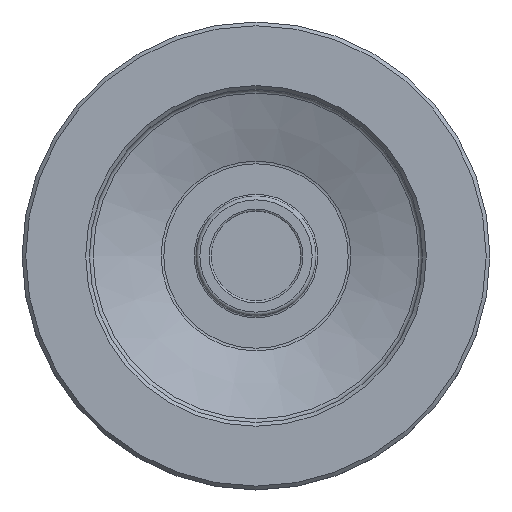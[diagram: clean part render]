
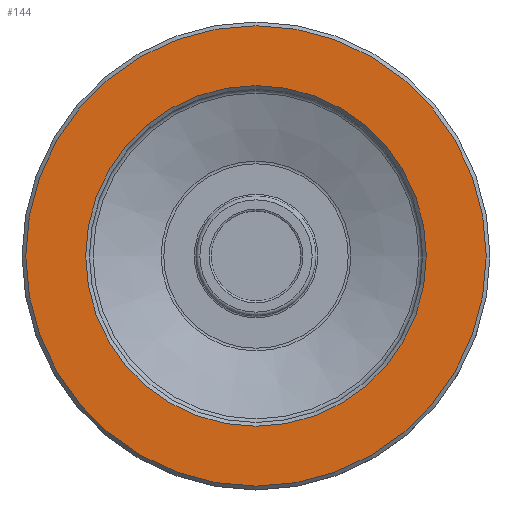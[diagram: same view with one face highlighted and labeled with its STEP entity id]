
A CAD part, top view. The second image highlights one B-rep face of the part: STEP entity #144.
In plain terms, the highlighted planar face has unit normal (0, 0, 1).
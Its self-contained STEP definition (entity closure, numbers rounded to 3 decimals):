
#144 = ADVANCED_FACE( '', ( #309, #310 ), #311, .F. );
#309 = FACE_OUTER_BOUND( '', #1147, .T. );
#310 = FACE_BOUND( '', #1148, .T. );
#311 = PLANE( '', #1149 );
#1147 = EDGE_LOOP( '', ( #1438 ) );
#1148 = EDGE_LOOP( '', ( #1439 ) );
#1149 = AXIS2_PLACEMENT_3D( '', #1440, #1441, #1442 );
#1438 = ORIENTED_EDGE( '', *, *, #1533, .T. );
#1439 = ORIENTED_EDGE( '', *, *, #1546, .T. );
#1440 = CARTESIAN_POINT( '', ( 62.5, 0., 31. ) );
#1441 = DIRECTION( '', ( 0., 0., -1. ) );
#1442 = DIRECTION( '', ( -1., 0., 0. ) );
#1533 = EDGE_CURVE( '', #1670, #1670, #1671, .F. );
#1546 = EDGE_CURVE( '', #1685, #1685, #1686, .T. );
#1670 = VERTEX_POINT( '', #2048 );
#1671 = CIRCLE( '', #2049, 61.5 );
#1685 = VERTEX_POINT( '', #2135 );
#1686 = CIRCLE( '', #2136, 45.5 );
#2048 = CARTESIAN_POINT( '', ( -61.5, 0., 31. ) );
#2049 = AXIS2_PLACEMENT_3D( '', #2317, #2318, #2319 );
#2135 = CARTESIAN_POINT( '', ( -45.5, 0., 31. ) );
#2136 = AXIS2_PLACEMENT_3D( '', #2323, #2324, #2325 );
#2317 = CARTESIAN_POINT( '', ( 0., 0., 31. ) );
#2318 = DIRECTION( '', ( 0., 0., -1. ) );
#2319 = DIRECTION( '', ( -1., 0., 0. ) );
#2323 = CARTESIAN_POINT( '', ( 0., 0., 31. ) );
#2324 = DIRECTION( '', ( 0., 0., -1. ) );
#2325 = DIRECTION( '', ( -1., 0., 0. ) );
